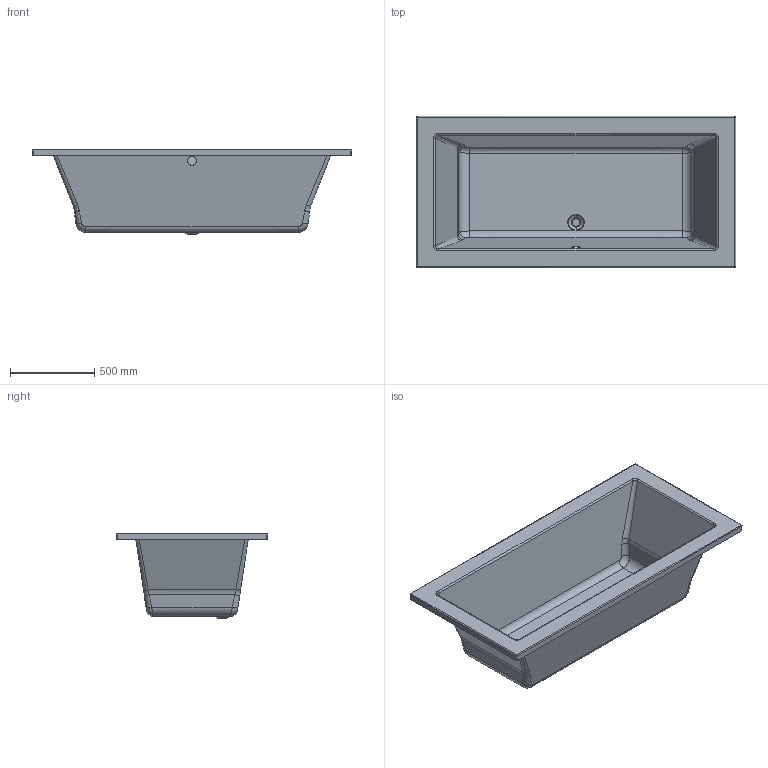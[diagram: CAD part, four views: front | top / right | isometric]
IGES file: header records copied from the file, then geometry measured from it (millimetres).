
Start section: cubic_190_90..SLDPRT - CatalogComponentType cubic_190_90..SLDPRT - PrototypeComponentType cubic_190_90..SLDPRT - PrototypeComponentType
Global section: file name: 51Hvaradero_190x90_igs.igs; native system: Rhinoceros ( Aug 10 2015 ); preprocessor: Trout Lake IGES 012 Aug 10 2015; date: 160223.121957; units: millimetre
Bounding box: 1900 x 900 x 511 mm (x, y, z)
Surface area: 3548841.6 mm2 (no closed solid volume)
Topology: 0 solids, 0 shells, 61 faces, 756 edges, 752 vertices
Faces by surface type: bspline 61
